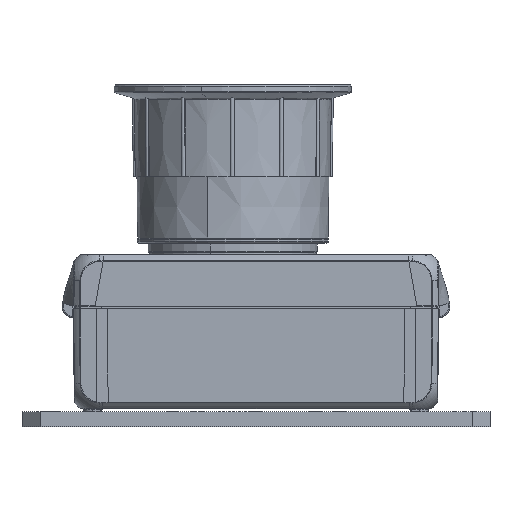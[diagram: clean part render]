
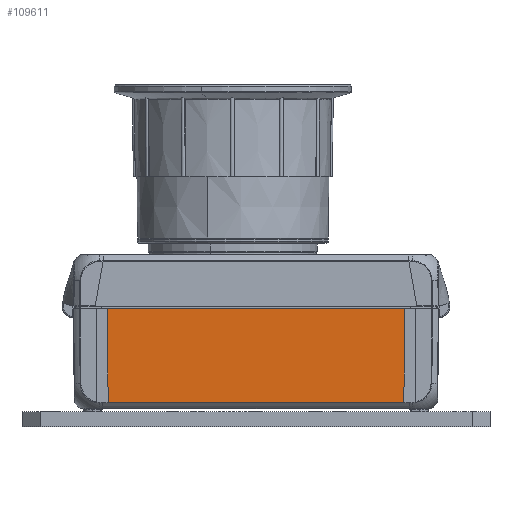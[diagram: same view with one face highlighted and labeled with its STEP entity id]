
A CAD part, front view. The second image highlights one B-rep face of the part: STEP entity #109611.
In plain terms, the highlighted planar face has unit normal (0, -1, -0.009).
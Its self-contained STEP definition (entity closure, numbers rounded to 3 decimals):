
#5028=CARTESIAN_POINT('',(57.818,-40.,
-1.));
#5030=CARTESIAN_POINT('',(57.818,-40.,
-1.));
#5031=CARTESIAN_POINT('',(45.005,-40.,
-1.));
#5032=CARTESIAN_POINT('',(19.355,-40.,
-1.));
#5033=CARTESIAN_POINT('',(-19.297,-40.,
-1.));
#5034=CARTESIAN_POINT('',(-44.981,-40.,
-1.));
#5035=CARTESIAN_POINT('',(-57.818,-40.,
-1.));
#18569=CARTESIAN_POINT('',(-57.501,-39.683,
-37.326));
#18654=DIRECTION('',(-0.009,-0.009,1.));
#18655=VECTOR('',#18654,36.329);
#18656=CARTESIAN_POINT('',(-57.501,-39.683,
-37.326));
#18657=LINE('',#18656,#18655);
#18658=DIRECTION('',(-0.009,0.009,-1.));
#18659=VECTOR('',#18658,36.329);
#18660=CARTESIAN_POINT('',(57.818,-40.,
-1.));
#18661=LINE('',#18660,#18659);
#18662=DIRECTION('',(1.,0.,0.));
#18663=VECTOR('',#18662,115.002);
#18664=CARTESIAN_POINT('',(-57.501,-39.683,
-37.326));
#18665=LINE('',#18664,#18663);
#62709=VERTEX_POINT('',#5028);
#62710=VERTEX_POINT('',#5035);
#64057=VERTEX_POINT('',#18569);
#64062=CARTESIAN_POINT('',(57.501,-39.683,
-37.326));
#64063=VERTEX_POINT('',#64062);
#109598=CARTESIAN_POINT('',(71.,-39.66,-39.999));
#109599=DIRECTION('',(0.,-1.,-0.009));
#109600=DIRECTION('',(0.,0.009,-1.));
#109601=AXIS2_PLACEMENT_3D('',#109598,#109599,#109600);
#109602=PLANE('',#109601);
#109604=ORIENTED_EDGE('',*,*,#109603,.F.);
#109605=ORIENTED_EDGE('',*,*,#109336,.T.);
#109606=ORIENTED_EDGE('',*,*,#81081,.F.);
#109608=ORIENTED_EDGE('',*,*,#109607,.T.);
#109609=EDGE_LOOP('',(#109604,#109605,#109606,#109608));
#109610=FACE_OUTER_BOUND('',#109609,.F.);
#109611=ADVANCED_FACE('',(#109610),#109602,.T.);
#5036=B_SPLINE_CURVE_WITH_KNOTS('',3,(#5030,#5031,#5032,#5033,#5034,#5035),
.UNSPECIFIED.,.F.,.F.,(4,1,1,4),(0.,0.333,0.667,1.),
.UNSPECIFIED.);
#81081=EDGE_CURVE('',#62709,#62710,#5036,.T.);
#109336=EDGE_CURVE('',#64057,#62710,#18657,.T.);
#109603=EDGE_CURVE('',#64057,#64063,#18665,.T.);
#109607=EDGE_CURVE('',#62709,#64063,#18661,.T.);
